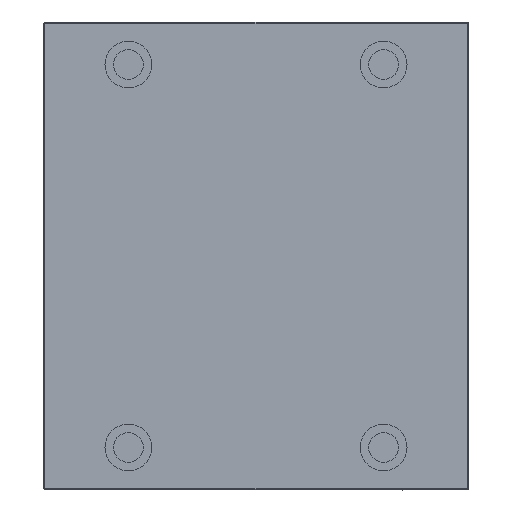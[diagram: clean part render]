
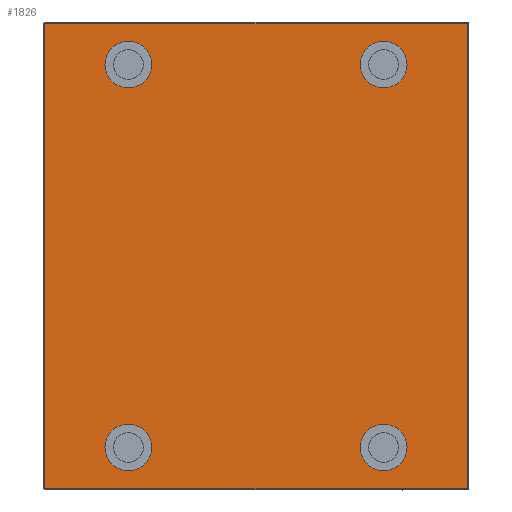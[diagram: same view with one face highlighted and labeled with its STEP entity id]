
A CAD part, front view. The second image highlights one B-rep face of the part: STEP entity #1826.
In plain terms, the highlighted planar face has unit normal (0, -1, 0).
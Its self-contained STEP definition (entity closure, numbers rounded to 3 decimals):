
#322 = PLANE('',#323);
#323 = AXIS2_PLACEMENT_3D('',#324,#325,#326);
#324 = CARTESIAN_POINT('',(-49.85,0.15,0.));
#325 = DIRECTION('',(0.707,0.707,0.)
  );
#326 = DIRECTION('',(0.,0.,1.));
#484 = PLANE('',#485);
#485 = AXIS2_PLACEMENT_3D('',#486,#487,#488);
#486 = CARTESIAN_POINT('',(-50.,0.15,0.15));
#487 = DIRECTION('',(0.,-0.707,-0.707));
#488 = DIRECTION('',(-1.,0.,0.));
#762 = PLANE('',#763);
#763 = AXIS2_PLACEMENT_3D('',#764,#765,#766);
#764 = CARTESIAN_POINT('',(-50.,0.15,109.85));
#765 = DIRECTION('',(0.,0.707,-0.707)
  );
#766 = DIRECTION('',(-1.,0.,0.));
#1126 = VERTEX_POINT('',#1127);
#1127 = CARTESIAN_POINT('',(-49.7,0.,109.7));
#1148 = EDGE_CURVE('',#1149,#1126,#1151,.T.);
#1149 = VERTEX_POINT('',#1150);
#1150 = CARTESIAN_POINT('',(-49.7,0.,0.3));
#1151 = SURFACE_CURVE('',#1152,(#1156,#1163),.PCURVE_S1.);
#1152 = LINE('',#1153,#1154);
#1153 = CARTESIAN_POINT('',(-49.7,0.,0.));
#1154 = VECTOR('',#1155,1.);
#1155 = DIRECTION('',(0.,0.,1.));
#1156 = PCURVE('',#322,#1157);
#1157 = DEFINITIONAL_REPRESENTATION('',(#1158),#1162);
#1158 = LINE('',#1159,#1160);
#1159 = CARTESIAN_POINT('',(0.,0.212));
#1160 = VECTOR('',#1161,1.);
#1161 = DIRECTION('',(1.,0.));
#1162 = ( GEOMETRIC_REPRESENTATION_CONTEXT(2) 
PARAMETRIC_REPRESENTATION_CONTEXT() REPRESENTATION_CONTEXT('2D SPACE',''
  ) );
#1163 = PCURVE('',#1164,#1169);
#1164 = PLANE('',#1165);
#1165 = AXIS2_PLACEMENT_3D('',#1166,#1167,#1168);
#1166 = CARTESIAN_POINT('',(-50.,0.,0.));
#1167 = DIRECTION('',(0.,1.,0.));
#1168 = DIRECTION('',(1.,0.,0.));
#1169 = DEFINITIONAL_REPRESENTATION('',(#1170),#1174);
#1170 = LINE('',#1171,#1172);
#1171 = CARTESIAN_POINT('',(0.3,0.));
#1172 = VECTOR('',#1173,1.);
#1173 = DIRECTION('',(0.,-1.));
#1174 = ( GEOMETRIC_REPRESENTATION_CONTEXT(2) 
PARAMETRIC_REPRESENTATION_CONTEXT() REPRESENTATION_CONTEXT('2D SPACE',''
  ) );
#1253 = EDGE_CURVE('',#1149,#1254,#1256,.T.);
#1254 = VERTEX_POINT('',#1255);
#1255 = CARTESIAN_POINT('',(49.7,0.,0.3));
#1256 = SURFACE_CURVE('',#1257,(#1261,#1268),.PCURVE_S1.);
#1257 = LINE('',#1258,#1259);
#1258 = CARTESIAN_POINT('',(-50.,0.,0.3));
#1259 = VECTOR('',#1260,1.);
#1260 = DIRECTION('',(1.,0.,0.));
#1261 = PCURVE('',#484,#1262);
#1262 = DEFINITIONAL_REPRESENTATION('',(#1263),#1267);
#1263 = LINE('',#1264,#1265);
#1264 = CARTESIAN_POINT('',(0.,-0.212));
#1265 = VECTOR('',#1266,1.);
#1266 = DIRECTION('',(-1.,0.));
#1267 = ( GEOMETRIC_REPRESENTATION_CONTEXT(2) 
PARAMETRIC_REPRESENTATION_CONTEXT() REPRESENTATION_CONTEXT('2D SPACE',''
  ) );
#1268 = PCURVE('',#1164,#1269);
#1269 = DEFINITIONAL_REPRESENTATION('',(#1270),#1274);
#1270 = LINE('',#1271,#1272);
#1271 = CARTESIAN_POINT('',(0.,-0.3));
#1272 = VECTOR('',#1273,1.);
#1273 = DIRECTION('',(1.,0.));
#1274 = ( GEOMETRIC_REPRESENTATION_CONTEXT(2) 
PARAMETRIC_REPRESENTATION_CONTEXT() REPRESENTATION_CONTEXT('2D SPACE',''
  ) );
#1658 = EDGE_CURVE('',#1126,#1659,#1661,.T.);
#1659 = VERTEX_POINT('',#1660);
#1660 = CARTESIAN_POINT('',(49.7,0.,109.7));
#1661 = SURFACE_CURVE('',#1662,(#1666,#1673),.PCURVE_S1.);
#1662 = LINE('',#1663,#1664);
#1663 = CARTESIAN_POINT('',(-50.,0.,109.7));
#1664 = VECTOR('',#1665,1.);
#1665 = DIRECTION('',(1.,0.,0.));
#1666 = PCURVE('',#762,#1667);
#1667 = DEFINITIONAL_REPRESENTATION('',(#1668),#1672);
#1668 = LINE('',#1669,#1670);
#1669 = CARTESIAN_POINT('',(0.,-0.212));
#1670 = VECTOR('',#1671,1.);
#1671 = DIRECTION('',(-1.,0.));
#1672 = ( GEOMETRIC_REPRESENTATION_CONTEXT(2) 
PARAMETRIC_REPRESENTATION_CONTEXT() REPRESENTATION_CONTEXT('2D SPACE',''
  ) );
#1673 = PCURVE('',#1164,#1674);
#1674 = DEFINITIONAL_REPRESENTATION('',(#1675),#1679);
#1675 = LINE('',#1676,#1677);
#1676 = CARTESIAN_POINT('',(0.,-109.7));
#1677 = VECTOR('',#1678,1.);
#1678 = DIRECTION('',(1.,0.));
#1679 = ( GEOMETRIC_REPRESENTATION_CONTEXT(2) 
PARAMETRIC_REPRESENTATION_CONTEXT() REPRESENTATION_CONTEXT('2D SPACE',''
  ) );
#1780 = CYLINDRICAL_SURFACE('',#1781,5.5);
#1781 = AXIS2_PLACEMENT_3D('',#1782,#1783,#1784);
#1782 = CARTESIAN_POINT('',(-30.,6.,10.));
#1783 = DIRECTION('',(0.,-1.,0.));
#1784 = DIRECTION('',(-1.,0.,0.));
#1815 = CYLINDRICAL_SURFACE('',#1816,5.5);
#1816 = AXIS2_PLACEMENT_3D('',#1817,#1818,#1819);
#1817 = CARTESIAN_POINT('',(-30.,6.,100.));
#1818 = DIRECTION('',(0.,-1.,0.));
#1819 = DIRECTION('',(-1.,0.,0.));
#1826 = ADVANCED_FACE('',(#1827,#1858,#1889,#1915,#1941),#1164,.F.);
#1827 = FACE_BOUND('',#1828,.F.);
#1828 = EDGE_LOOP('',(#1829,#1830,#1831,#1857));
#1829 = ORIENTED_EDGE('',*,*,#1148,.T.);
#1830 = ORIENTED_EDGE('',*,*,#1658,.T.);
#1831 = ORIENTED_EDGE('',*,*,#1832,.F.);
#1832 = EDGE_CURVE('',#1254,#1659,#1833,.T.);
#1833 = SURFACE_CURVE('',#1834,(#1838,#1845),.PCURVE_S1.);
#1834 = LINE('',#1835,#1836);
#1835 = CARTESIAN_POINT('',(49.7,0.,0.));
#1836 = VECTOR('',#1837,1.);
#1837 = DIRECTION('',(0.,0.,1.));
#1838 = PCURVE('',#1164,#1839);
#1839 = DEFINITIONAL_REPRESENTATION('',(#1840),#1844);
#1840 = LINE('',#1841,#1842);
#1841 = CARTESIAN_POINT('',(99.7,0.));
#1842 = VECTOR('',#1843,1.);
#1843 = DIRECTION('',(0.,-1.));
#1844 = ( GEOMETRIC_REPRESENTATION_CONTEXT(2) 
PARAMETRIC_REPRESENTATION_CONTEXT() REPRESENTATION_CONTEXT('2D SPACE',''
  ) );
#1845 = PCURVE('',#1846,#1851);
#1846 = PLANE('',#1847);
#1847 = AXIS2_PLACEMENT_3D('',#1848,#1849,#1850);
#1848 = CARTESIAN_POINT('',(49.85,0.15,0.));
#1849 = DIRECTION('',(0.707,-0.707,0.
    ));
#1850 = DIRECTION('',(0.,0.,-1.));
#1851 = DEFINITIONAL_REPRESENTATION('',(#1852),#1856);
#1852 = LINE('',#1853,#1854);
#1853 = CARTESIAN_POINT('',(0.,-0.212));
#1854 = VECTOR('',#1855,1.);
#1855 = DIRECTION('',(-1.,0.));
#1856 = ( GEOMETRIC_REPRESENTATION_CONTEXT(2) 
PARAMETRIC_REPRESENTATION_CONTEXT() REPRESENTATION_CONTEXT('2D SPACE',''
  ) );
#1857 = ORIENTED_EDGE('',*,*,#1253,.F.);
#1858 = FACE_BOUND('',#1859,.F.);
#1859 = EDGE_LOOP('',(#1860));
#1860 = ORIENTED_EDGE('',*,*,#1861,.F.);
#1861 = EDGE_CURVE('',#1862,#1862,#1864,.T.);
#1862 = VERTEX_POINT('',#1863);
#1863 = CARTESIAN_POINT('',(24.5,0.,10.));
#1864 = SURFACE_CURVE('',#1865,(#1870,#1877),.PCURVE_S1.);
#1865 = CIRCLE('',#1866,5.5);
#1866 = AXIS2_PLACEMENT_3D('',#1867,#1868,#1869);
#1867 = CARTESIAN_POINT('',(30.,0.,10.));
#1868 = DIRECTION('',(0.,1.,0.));
#1869 = DIRECTION('',(-1.,0.,0.));
#1870 = PCURVE('',#1164,#1871);
#1871 = DEFINITIONAL_REPRESENTATION('',(#1872),#1876);
#1872 = CIRCLE('',#1873,5.5);
#1873 = AXIS2_PLACEMENT_2D('',#1874,#1875);
#1874 = CARTESIAN_POINT('',(80.,-10.));
#1875 = DIRECTION('',(-1.,0.));
#1876 = ( GEOMETRIC_REPRESENTATION_CONTEXT(2) 
PARAMETRIC_REPRESENTATION_CONTEXT() REPRESENTATION_CONTEXT('2D SPACE',''
  ) );
#1877 = PCURVE('',#1878,#1883);
#1878 = CYLINDRICAL_SURFACE('',#1879,5.5);
#1879 = AXIS2_PLACEMENT_3D('',#1880,#1881,#1882);
#1880 = CARTESIAN_POINT('',(30.,6.,10.));
#1881 = DIRECTION('',(0.,-1.,0.));
#1882 = DIRECTION('',(-1.,0.,0.));
#1883 = DEFINITIONAL_REPRESENTATION('',(#1884),#1888);
#1884 = LINE('',#1885,#1886);
#1885 = CARTESIAN_POINT('',(0.,6.));
#1886 = VECTOR('',#1887,1.);
#1887 = DIRECTION('',(-1.,0.));
#1888 = ( GEOMETRIC_REPRESENTATION_CONTEXT(2) 
PARAMETRIC_REPRESENTATION_CONTEXT() REPRESENTATION_CONTEXT('2D SPACE',''
  ) );
#1889 = FACE_BOUND('',#1890,.F.);
#1890 = EDGE_LOOP('',(#1891));
#1891 = ORIENTED_EDGE('',*,*,#1892,.F.);
#1892 = EDGE_CURVE('',#1893,#1893,#1895,.T.);
#1893 = VERTEX_POINT('',#1894);
#1894 = CARTESIAN_POINT('',(-35.5,0.,10.));
#1895 = SURFACE_CURVE('',#1896,(#1901,#1908),.PCURVE_S1.);
#1896 = CIRCLE('',#1897,5.5);
#1897 = AXIS2_PLACEMENT_3D('',#1898,#1899,#1900);
#1898 = CARTESIAN_POINT('',(-30.,0.,10.));
#1899 = DIRECTION('',(0.,1.,0.));
#1900 = DIRECTION('',(-1.,0.,0.));
#1901 = PCURVE('',#1164,#1902);
#1902 = DEFINITIONAL_REPRESENTATION('',(#1903),#1907);
#1903 = CIRCLE('',#1904,5.5);
#1904 = AXIS2_PLACEMENT_2D('',#1905,#1906);
#1905 = CARTESIAN_POINT('',(20.,-10.));
#1906 = DIRECTION('',(-1.,0.));
#1907 = ( GEOMETRIC_REPRESENTATION_CONTEXT(2) 
PARAMETRIC_REPRESENTATION_CONTEXT() REPRESENTATION_CONTEXT('2D SPACE',''
  ) );
#1908 = PCURVE('',#1780,#1909);
#1909 = DEFINITIONAL_REPRESENTATION('',(#1910),#1914);
#1910 = LINE('',#1911,#1912);
#1911 = CARTESIAN_POINT('',(0.,6.));
#1912 = VECTOR('',#1913,1.);
#1913 = DIRECTION('',(-1.,0.));
#1914 = ( GEOMETRIC_REPRESENTATION_CONTEXT(2) 
PARAMETRIC_REPRESENTATION_CONTEXT() REPRESENTATION_CONTEXT('2D SPACE',''
  ) );
#1915 = FACE_BOUND('',#1916,.F.);
#1916 = EDGE_LOOP('',(#1917));
#1917 = ORIENTED_EDGE('',*,*,#1918,.F.);
#1918 = EDGE_CURVE('',#1919,#1919,#1921,.T.);
#1919 = VERTEX_POINT('',#1920);
#1920 = CARTESIAN_POINT('',(-35.5,0.,100.));
#1921 = SURFACE_CURVE('',#1922,(#1927,#1934),.PCURVE_S1.);
#1922 = CIRCLE('',#1923,5.5);
#1923 = AXIS2_PLACEMENT_3D('',#1924,#1925,#1926);
#1924 = CARTESIAN_POINT('',(-30.,0.,100.));
#1925 = DIRECTION('',(0.,1.,0.));
#1926 = DIRECTION('',(-1.,0.,0.));
#1927 = PCURVE('',#1164,#1928);
#1928 = DEFINITIONAL_REPRESENTATION('',(#1929),#1933);
#1929 = CIRCLE('',#1930,5.5);
#1930 = AXIS2_PLACEMENT_2D('',#1931,#1932);
#1931 = CARTESIAN_POINT('',(20.,-100.));
#1932 = DIRECTION('',(-1.,0.));
#1933 = ( GEOMETRIC_REPRESENTATION_CONTEXT(2) 
PARAMETRIC_REPRESENTATION_CONTEXT() REPRESENTATION_CONTEXT('2D SPACE',''
  ) );
#1934 = PCURVE('',#1815,#1935);
#1935 = DEFINITIONAL_REPRESENTATION('',(#1936),#1940);
#1936 = LINE('',#1937,#1938);
#1937 = CARTESIAN_POINT('',(0.,6.));
#1938 = VECTOR('',#1939,1.);
#1939 = DIRECTION('',(-1.,0.));
#1940 = ( GEOMETRIC_REPRESENTATION_CONTEXT(2) 
PARAMETRIC_REPRESENTATION_CONTEXT() REPRESENTATION_CONTEXT('2D SPACE',''
  ) );
#1941 = FACE_BOUND('',#1942,.F.);
#1942 = EDGE_LOOP('',(#1943));
#1943 = ORIENTED_EDGE('',*,*,#1944,.F.);
#1944 = EDGE_CURVE('',#1945,#1945,#1947,.T.);
#1945 = VERTEX_POINT('',#1946);
#1946 = CARTESIAN_POINT('',(24.5,0.,100.));
#1947 = SURFACE_CURVE('',#1948,(#1953,#1960),.PCURVE_S1.);
#1948 = CIRCLE('',#1949,5.5);
#1949 = AXIS2_PLACEMENT_3D('',#1950,#1951,#1952);
#1950 = CARTESIAN_POINT('',(30.,0.,100.));
#1951 = DIRECTION('',(0.,1.,0.));
#1952 = DIRECTION('',(-1.,0.,0.));
#1953 = PCURVE('',#1164,#1954);
#1954 = DEFINITIONAL_REPRESENTATION('',(#1955),#1959);
#1955 = CIRCLE('',#1956,5.5);
#1956 = AXIS2_PLACEMENT_2D('',#1957,#1958);
#1957 = CARTESIAN_POINT('',(80.,-100.));
#1958 = DIRECTION('',(-1.,0.));
#1959 = ( GEOMETRIC_REPRESENTATION_CONTEXT(2) 
PARAMETRIC_REPRESENTATION_CONTEXT() REPRESENTATION_CONTEXT('2D SPACE',''
  ) );
#1960 = PCURVE('',#1961,#1966);
#1961 = CYLINDRICAL_SURFACE('',#1962,5.5);
#1962 = AXIS2_PLACEMENT_3D('',#1963,#1964,#1965);
#1963 = CARTESIAN_POINT('',(30.,6.,100.));
#1964 = DIRECTION('',(0.,-1.,0.));
#1965 = DIRECTION('',(-1.,0.,0.));
#1966 = DEFINITIONAL_REPRESENTATION('',(#1967),#1971);
#1967 = LINE('',#1968,#1969);
#1968 = CARTESIAN_POINT('',(0.,6.));
#1969 = VECTOR('',#1970,1.);
#1970 = DIRECTION('',(-1.,0.));
#1971 = ( GEOMETRIC_REPRESENTATION_CONTEXT(2) 
PARAMETRIC_REPRESENTATION_CONTEXT() REPRESENTATION_CONTEXT('2D SPACE',''
  ) );
